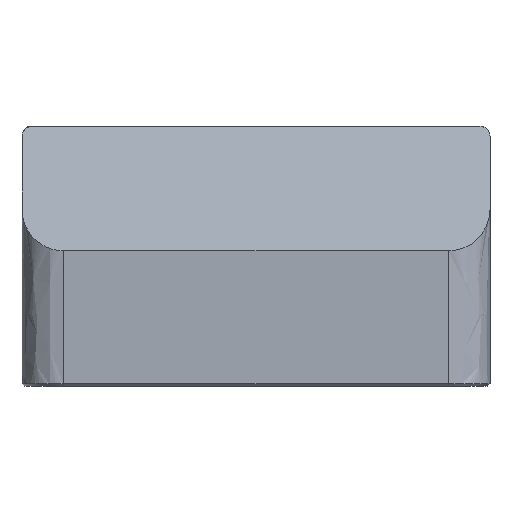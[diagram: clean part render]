
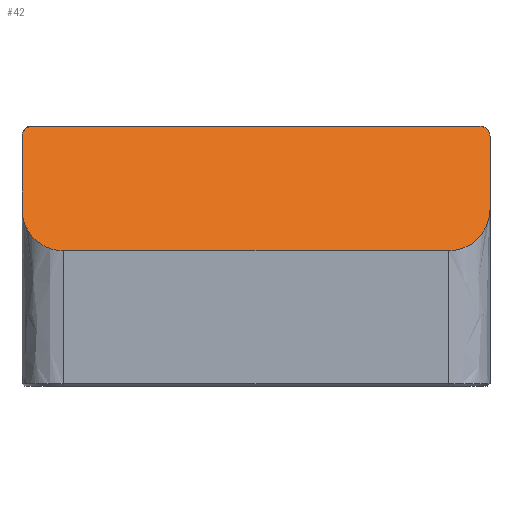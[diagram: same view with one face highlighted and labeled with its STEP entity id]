
A CAD part, front view. The second image highlights one B-rep face of the part: STEP entity #42.
In plain terms, the highlighted planar face has unit normal (0, -0.707, 0.707).
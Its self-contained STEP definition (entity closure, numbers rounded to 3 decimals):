
#42=ADVANCED_FACE('',(#178),#2104,.T.);
#178=FACE_OUTER_BOUND('',#314,.T.);
#314=EDGE_LOOP('',(#480,#481,#482,#483,#484,#485,#486,#487));
#480=ORIENTED_EDGE('',*,*,#1180,.F.);
#481=ORIENTED_EDGE('',*,*,#1177,.F.);
#482=ORIENTED_EDGE('',*,*,#1178,.F.);
#483=ORIENTED_EDGE('',*,*,#1160,.F.);
#484=ORIENTED_EDGE('',*,*,#1161,.F.);
#485=ORIENTED_EDGE('',*,*,#1159,.T.);
#486=ORIENTED_EDGE('',*,*,#1162,.F.);
#487=ORIENTED_EDGE('',*,*,#1179,.F.);
#1159=EDGE_CURVE('',#1809,#1812,#1556,.T.);
#1160=EDGE_CURVE('',#1810,#1822,#1557,.T.);
#1161=EDGE_CURVE('',#1809,#1810,#1558,.T.);
#1162=EDGE_CURVE('',#1811,#1812,#1559,.T.);
#1177=EDGE_CURVE('',#1821,#1824,#1572,.T.);
#1178=EDGE_CURVE('',#1822,#1821,#1573,.T.);
#1179=EDGE_CURVE('',#1823,#1811,#1574,.T.);
#1180=EDGE_CURVE('',#1824,#1823,#1575,.T.);
#1556=B_SPLINE_CURVE_WITH_KNOTS('',1,(#3404,#3405),.UNSPECIFIED.,.F.,.F.,
(2,2),(-77.,-40.),.UNSPECIFIED.);
#1557=B_SPLINE_CURVE_WITH_KNOTS('',1,(#3406,#3407),.UNSPECIFIED.,.F.,.F.,
(2,2),(5.657,15.556),.UNSPECIFIED.);
#1558=B_SPLINE_CURVE_WITH_KNOTS('',3,(#3408,#3409,#3410,#3411,#3412,#3413,
#3414,#3415,#3416,#3417,#3418,#3419,#3420,#3421,#3422,#3423,#3424,#3425,
#3426,#3427),.UNSPECIFIED.,.F.,.F.,(4,1,1,1,1,1,1,1,1,1,1,1,1,1,1,1,1,4),
(-7.638,-7.299,-6.947,-6.58,
-6.196,-5.793,-5.37,-4.929,
-4.468,-3.991,-3.5,-2.998,
-2.49,-1.98,-1.472,-0.97,
-0.478,0.),.UNSPECIFIED.);
#1559=B_SPLINE_CURVE_WITH_KNOTS('',3,(#3428,#3429,#3430,#3431,#3432,#3433,
#3434,#3435,#3436,#3437,#3438,#3439,#3440,#3441,#3442,#3443,#3444,#3445,
#3446,#3447),.UNSPECIFIED.,.F.,.F.,(4,1,1,1,1,1,1,1,1,1,1,1,1,1,1,1,1,4),
(0.,0.478,0.97,1.472,1.98,
2.49,2.998,3.5,3.991,4.468,
4.929,5.37,5.793,6.196,6.58,
6.947,7.299,7.638),.UNSPECIFIED.);
#1572=B_SPLINE_CURVE_WITH_KNOTS('',1,(#3514,#3515),.UNSPECIFIED.,.F.,.F.,
(2,2),(51.,94.),.UNSPECIFIED.);
#1573=B_SPLINE_CURVE_WITH_KNOTS('',3,(#3516,#3517,#3518,#3519,#3520,#3521,
#3522,#3523,#3524,#3525,#3526,#3527,#3528,#3529,#3530,#3531,#3532,#3533,
#3534,#3535),.UNSPECIFIED.,.F.,.F.,(4,1,1,1,1,1,1,1,1,1,1,1,1,1,1,1,1,4),
(0.,0.12,0.242,0.368,0.495,
0.622,0.75,0.875,0.998,
1.117,1.232,1.343,1.448,1.549,
1.645,1.737,1.825,1.909),
 .UNSPECIFIED.);
#1574=B_SPLINE_CURVE_WITH_KNOTS('',1,(#3536,#3537),.UNSPECIFIED.,.F.,.F.,
(2,2),(63.385,73.284),.UNSPECIFIED.);
#1575=B_SPLINE_CURVE_WITH_KNOTS('',3,(#3538,#3539,#3540,#3541,#3542,#3543,
#3544,#3545,#3546,#3547,#3548,#3549,#3550,#3551,#3552,#3553,#3554,#3555,
#3556,#3557),.UNSPECIFIED.,.F.,.F.,(4,1,1,1,1,1,1,1,1,1,1,1,1,1,1,1,1,4),
(0.,0.085,0.173,0.264,0.361,
0.461,0.567,0.677,0.792,0.912,
1.034,1.16,1.287,1.414,1.542,
1.667,1.79,1.909),.UNSPECIFIED.);
#1809=VERTEX_POINT('',#3155);
#1810=VERTEX_POINT('',#3156);
#1811=VERTEX_POINT('',#3157);
#1812=VERTEX_POINT('',#3158);
#1821=VERTEX_POINT('',#3167);
#1822=VERTEX_POINT('',#3168);
#1823=VERTEX_POINT('',#3169);
#1824=VERTEX_POINT('',#3170);
#2104=PLANE('',#2199);
#2199=AXIS2_PLACEMENT_3D('',#3115,#2277,$);
#2277=DIRECTION('',(0.,-0.707,0.707));
#3115=CARTESIAN_POINT('',(-0.045,3.,25.));
#3155=CARTESIAN_POINT('',(4.,-9.,13.));
#3156=CARTESIAN_POINT('',(0.,-5.,17.));
#3157=CARTESIAN_POINT('',(45.,-5.,17.));
#3158=CARTESIAN_POINT('',(41.,-9.,13.));
#3167=CARTESIAN_POINT('',(1.,3.,25.));
#3168=CARTESIAN_POINT('',(0.,2.,24.));
#3169=CARTESIAN_POINT('',(45.,2.,24.));
#3170=CARTESIAN_POINT('',(44.,3.,25.));
#3404=CARTESIAN_POINT('',(4.,-9.,13.));
#3405=CARTESIAN_POINT('',(41.,-9.,13.));
#3406=CARTESIAN_POINT('',(0.,-5.,17.));
#3407=CARTESIAN_POINT('',(0.,2.,24.));
#3408=CARTESIAN_POINT('',(4.,-9.,13.));
#3409=CARTESIAN_POINT('',(3.887,-9.,13.));
#3410=CARTESIAN_POINT('',(3.657,-8.99,13.01));
#3411=CARTESIAN_POINT('',(3.309,-8.945,13.055));
#3412=CARTESIAN_POINT('',(2.957,-8.867,13.133));
#3413=CARTESIAN_POINT('',(2.606,-8.755,13.245));
#3414=CARTESIAN_POINT('',(2.259,-8.608,13.392));
#3415=CARTESIAN_POINT('',(1.923,-8.426,13.574));
#3416=CARTESIAN_POINT('',(1.603,-8.21,13.79));
#3417=CARTESIAN_POINT('',(1.303,-7.963,14.037));
#3418=CARTESIAN_POINT('',(1.029,-7.687,14.313));
#3419=CARTESIAN_POINT('',(0.783,-7.387,14.613));
#3420=CARTESIAN_POINT('',(0.568,-7.067,14.933));
#3421=CARTESIAN_POINT('',(0.388,-6.732,15.268));
#3422=CARTESIAN_POINT('',(0.242,-6.387,15.613));
#3423=CARTESIAN_POINT('',(0.131,-6.037,15.963));
#3424=CARTESIAN_POINT('',(0.054,-5.687,16.313));
#3425=CARTESIAN_POINT('',(0.01,-5.341,16.659));
#3426=CARTESIAN_POINT('',(0.,-5.113,16.887));
#3427=CARTESIAN_POINT('',(0.,-5.,17.));
#3428=CARTESIAN_POINT('',(45.,-5.,17.));
#3429=CARTESIAN_POINT('',(45.,-5.113,16.887));
#3430=CARTESIAN_POINT('',(44.99,-5.341,16.659));
#3431=CARTESIAN_POINT('',(44.946,-5.687,16.313));
#3432=CARTESIAN_POINT('',(44.869,-6.037,15.963));
#3433=CARTESIAN_POINT('',(44.758,-6.387,15.613));
#3434=CARTESIAN_POINT('',(44.612,-6.732,15.268));
#3435=CARTESIAN_POINT('',(44.432,-7.067,14.933));
#3436=CARTESIAN_POINT('',(44.217,-7.387,14.613));
#3437=CARTESIAN_POINT('',(43.971,-7.687,14.313));
#3438=CARTESIAN_POINT('',(43.697,-7.963,14.037));
#3439=CARTESIAN_POINT('',(43.397,-8.21,13.79));
#3440=CARTESIAN_POINT('',(43.077,-8.426,13.574));
#3441=CARTESIAN_POINT('',(42.741,-8.608,13.392));
#3442=CARTESIAN_POINT('',(42.394,-8.755,13.245));
#3443=CARTESIAN_POINT('',(42.043,-8.867,13.133));
#3444=CARTESIAN_POINT('',(41.691,-8.945,13.055));
#3445=CARTESIAN_POINT('',(41.343,-8.99,13.01));
#3446=CARTESIAN_POINT('',(41.113,-9.,13.));
#3447=CARTESIAN_POINT('',(41.,-9.,13.));
#3514=CARTESIAN_POINT('',(1.,3.,25.));
#3515=CARTESIAN_POINT('',(44.,3.,25.));
#3516=CARTESIAN_POINT('',(0.,2.,24.));
#3517=CARTESIAN_POINT('',(0.,2.028,24.028));
#3518=CARTESIAN_POINT('',(0.002,2.085,24.085));
#3519=CARTESIAN_POINT('',(0.014,2.172,24.172));
#3520=CARTESIAN_POINT('',(0.033,2.259,24.259));
#3521=CARTESIAN_POINT('',(0.06,2.347,24.347));
#3522=CARTESIAN_POINT('',(0.097,2.433,24.433));
#3523=CARTESIAN_POINT('',(0.142,2.517,24.517));
#3524=CARTESIAN_POINT('',(0.196,2.597,24.597));
#3525=CARTESIAN_POINT('',(0.257,2.672,24.672));
#3526=CARTESIAN_POINT('',(0.326,2.741,24.741));
#3527=CARTESIAN_POINT('',(0.401,2.803,24.803));
#3528=CARTESIAN_POINT('',(0.481,2.856,24.856));
#3529=CARTESIAN_POINT('',(0.565,2.902,24.902));
#3530=CARTESIAN_POINT('',(0.651,2.939,24.939));
#3531=CARTESIAN_POINT('',(0.739,2.967,24.967));
#3532=CARTESIAN_POINT('',(0.827,2.986,24.986));
#3533=CARTESIAN_POINT('',(0.914,2.998,24.998));
#3534=CARTESIAN_POINT('',(0.972,3.,25.));
#3535=CARTESIAN_POINT('',(1.,3.,25.));
#3536=CARTESIAN_POINT('',(45.,2.,24.));
#3537=CARTESIAN_POINT('',(45.,-5.,17.));
#3538=CARTESIAN_POINT('',(44.,3.,25.));
#3539=CARTESIAN_POINT('',(44.028,3.,25.));
#3540=CARTESIAN_POINT('',(44.086,2.998,24.998));
#3541=CARTESIAN_POINT('',(44.173,2.986,24.986));
#3542=CARTESIAN_POINT('',(44.261,2.967,24.967));
#3543=CARTESIAN_POINT('',(44.349,2.939,24.939));
#3544=CARTESIAN_POINT('',(44.435,2.902,24.902));
#3545=CARTESIAN_POINT('',(44.519,2.856,24.856));
#3546=CARTESIAN_POINT('',(44.599,2.803,24.803));
#3547=CARTESIAN_POINT('',(44.674,2.741,24.741));
#3548=CARTESIAN_POINT('',(44.743,2.672,24.672));
#3549=CARTESIAN_POINT('',(44.804,2.597,24.597));
#3550=CARTESIAN_POINT('',(44.858,2.517,24.517));
#3551=CARTESIAN_POINT('',(44.903,2.433,24.433));
#3552=CARTESIAN_POINT('',(44.94,2.347,24.347));
#3553=CARTESIAN_POINT('',(44.967,2.259,24.259));
#3554=CARTESIAN_POINT('',(44.986,2.172,24.172));
#3555=CARTESIAN_POINT('',(44.998,2.085,24.085));
#3556=CARTESIAN_POINT('',(45.,2.028,24.028));
#3557=CARTESIAN_POINT('',(45.,2.,24.));
